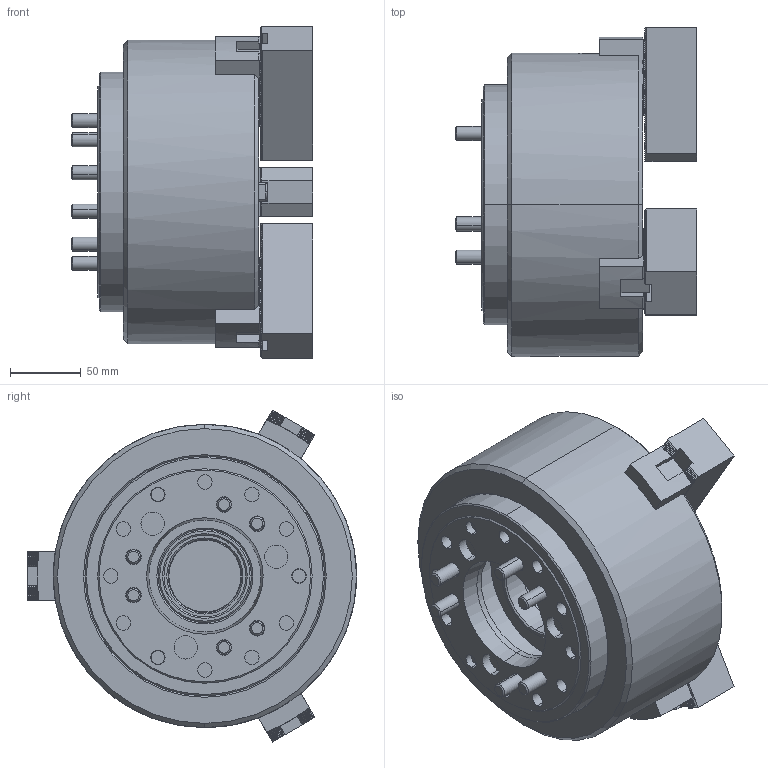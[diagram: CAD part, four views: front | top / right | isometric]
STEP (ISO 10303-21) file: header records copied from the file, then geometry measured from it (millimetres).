
FILE_DESCRIPTION (( 'STEP AP203' ), '1' );
FILE_NAME ('CF-3L-208A5.STEP', '2021-08-16T09:02:44', ( '' ), ( '' ), 'SwSTEP 2.0', 'SolidWorks 2016', '' );
FILE_SCHEMA (( 'CONFIG_CONTROL_DESIGN' ));
Length unit declared in the file: millimetre
Products named in the file (14): SJ-08; 圓頭內六角螺栓_M12x30; 圓頭內六角螺栓_M12x95; CF-3L-208-02000; 半圓頭六角孔螺栓_M5x10; CF-3L-208-03010; CF-3L-08-14000-A5法蘭; CF-3L-208-04000; 圓頭內六角螺栓_M10x25; CF-3L-208-06000; CF-3L-208A5; CF-3H-08-08000; CF-3L-208-01000; CF-3H-208-04000(T型塊)
Assembly tree (33 placements, depth 2):
  CF-3L-208A5
    CF-3L-208-01000
    CF-3L-208-02000
    CF-3L-208-03010  x3
    CF-3L-208-04000
    CF-3L-208-06000
    CF-3H-08-08000
    CF-3H-208-04000(T型塊)  x3
    SJ-08  x3
    圓頭內六角螺栓_M12x30  x6
    圓頭內六角螺栓_M12x95  x3
    半圓頭六角孔螺栓_M5x10  x3
    CF-3L-08-14000-A5法蘭
    圓頭內六角螺栓_M10x25  x6
Bounding box: 171.25 x 233.25 x 235.31 mm (x, y, z)
Volume: 3766928.1 mm3; surface area: 495667.5 mm2
Topology: 33 solids, 33 shells, 3295 faces, 9316 edges, 6105 vertices
Faces by surface type: plane 2248, cylinder 868, cone 167, torus 12
Entity records: 41146 total; most frequent: CARTESIAN_POINT 8210, ORIENTED_EDGE 6828, DIRECTION 6010, EDGE_CURVE 3414, VECTOR 2492, LINE 2492, VERTEX_POINT 2247, AXIS2_PLACEMENT_3D 1759
